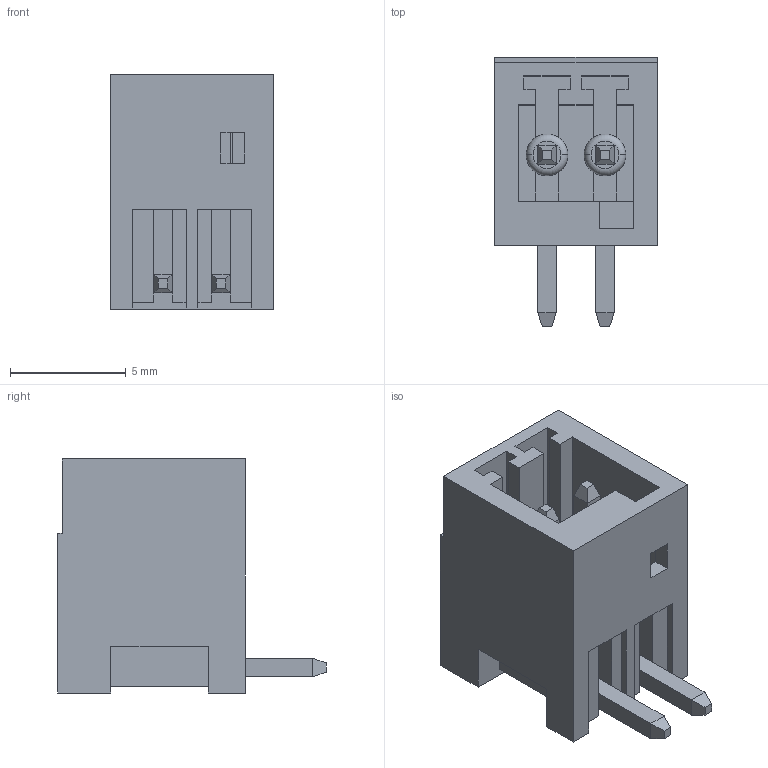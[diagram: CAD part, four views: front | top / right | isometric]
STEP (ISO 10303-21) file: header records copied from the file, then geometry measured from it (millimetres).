
FILE_DESCRIPTION(('STEP AP242'),'1');
FILE_NAME('691382010002.stp','2022-04-25T18:08:29',('TraceParts'),('TraceParts S.A.'),'Spatial InterOp 3D',' ',' ');
FILE_SCHEMA(('AP242_MANAGED_MODEL_BASED_3D_ENGINEERING_MIM_LF {1 0 10303 442 1 1 4}'));
Length unit declared in the file: millimetre
Products named in the file (1): 691382010002_1
Bounding box: 7 x 11.6 x 10.1 mm (x, y, z)
Volume: 336.7 mm3; surface area: 866.8 mm2
Topology: 3 solids, 3 shells, 166 faces, 445 edges, 288 vertices
Faces by surface type: plane 154, cylinder 8, torus 4
Entity records: 6437 total; most frequent: CARTESIAN_POINT 902, ORIENTED_EDGE 890, DIRECTION 815, EDGE_CURVE 445, LINE 413, VECTOR 413, VERTEX_POINT 288, AXIS2_PLACEMENT_3D 201
